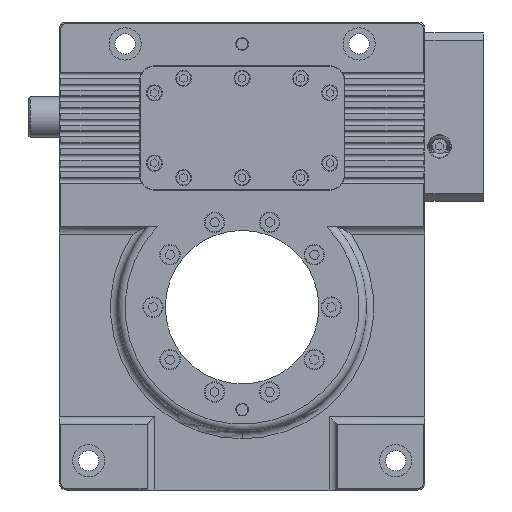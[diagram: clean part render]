
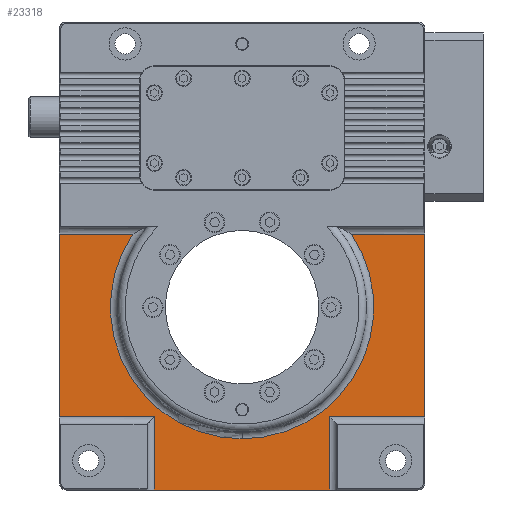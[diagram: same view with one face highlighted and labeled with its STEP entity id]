
A CAD part, front view. The second image highlights one B-rep face of the part: STEP entity #23318.
In plain terms, the highlighted planar face has unit normal (0, -1, 0).
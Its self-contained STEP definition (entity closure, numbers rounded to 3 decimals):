
#535 = LINE ( 'NONE', #28154, #42571 ) ;
#821 = VECTOR ( 'NONE', #35716, 1000. ) ;
#928 = VERTEX_POINT ( 'NONE', #31484 ) ;
#1540 = ORIENTED_EDGE ( 'NONE', *, *, #41324, .T. ) ;
#1696 = CARTESIAN_POINT ( 'NONE',  ( 0., -45., 15. ) ) ;
#2484 = ORIENTED_EDGE ( 'NONE', *, *, #32792, .T. ) ;
#2815 = DIRECTION ( 'NONE',  ( 0., 0., -1. ) ) ;
#3347 = DIRECTION ( 'NONE',  ( 0., 0., 1. ) ) ;
#4745 = VERTEX_POINT ( 'NONE', #33930 ) ;
#5339 = VERTEX_POINT ( 'NONE', #46601 ) ;
#5356 = VERTEX_POINT ( 'NONE', #23637 ) ;
#5782 = ORIENTED_EDGE ( 'NONE', *, *, #14628, .T. ) ;
#6325 = VERTEX_POINT ( 'NONE', #31412 ) ;
#6387 = DIRECTION ( 'NONE',  ( 0., 1., 0. ) ) ;
#7503 = VECTOR ( 'NONE', #3347, 1000. ) ;
#10258 = CARTESIAN_POINT ( 'NONE',  ( 0., -45., -35. ) ) ;
#10459 = CARTESIAN_POINT ( 'NONE',  ( 65., -45., -160. ) ) ;
#11015 = VERTEX_POINT ( 'NONE', #14800 ) ;
#12100 = VECTOR ( 'NONE', #19354, 1000. ) ;
#14083 = EDGE_CURVE ( 'NONE', #41335, #29079, #46953, .T. ) ;
#14628 = EDGE_CURVE ( 'NONE', #5356, #6325, #40875, .T. ) ;
#14800 = CARTESIAN_POINT ( 'NONE',  ( 0., -45., -125. ) ) ;
#14931 = DIRECTION ( 'NONE',  ( 1., 0., 0. ) ) ;
#15886 = CARTESIAN_POINT ( 'NONE',  ( 0., -45., 15. ) ) ;
#15913 = LINE ( 'NONE', #10459, #23086 ) ;
#16046 = DIRECTION ( 'NONE',  ( -1., 0., 0. ) ) ;
#16296 = ORIENTED_EDGE ( 'NONE', *, *, #32179, .T. ) ;
#16484 = LINE ( 'NONE', #45463, #7503 ) ;
#16543 = DIRECTION ( 'NONE',  ( 0., 0., 1. ) ) ;
#16705 = FACE_OUTER_BOUND ( 'NONE', #32840, .T. ) ;
#16716 = CARTESIAN_POINT ( 'NONE',  ( -74.833, -45., 15. ) ) ;
#17968 = DIRECTION ( 'NONE',  ( 1., 0., 0. ) ) ;
#18593 = CARTESIAN_POINT ( 'NONE',  ( 125., -45., 15. ) ) ;
#18778 = CIRCLE ( 'NONE', #45639, 90. ) ;
#19354 = DIRECTION ( 'NONE',  ( 0., 0., -1. ) ) ;
#20190 = EDGE_CURVE ( 'NONE', #4745, #928, #42865, .T. ) ;
#20457 = VERTEX_POINT ( 'NONE', #38798 ) ;
#21369 = VECTOR ( 'NONE', #47035, 1000. ) ;
#21435 = VERTEX_POINT ( 'NONE', #45746 ) ;
#21535 = DIRECTION ( 'NONE',  ( 0., -1., 0. ) ) ;
#22694 = EDGE_CURVE ( 'NONE', #5339, #41335, #535, .T. ) ;
#23086 = VECTOR ( 'NONE', #17968, 1000. ) ;
#23318 = ADVANCED_FACE ( 'NONE', ( #16705 ), #48675, .T. ) ;
#23637 = CARTESIAN_POINT ( 'NONE',  ( -60., -45., -110. ) ) ;
#24087 = CARTESIAN_POINT ( 'NONE',  ( 125., -45., -110. ) ) ;
#25215 = ORIENTED_EDGE ( 'NONE', *, *, #38669, .T. ) ;
#25516 = DIRECTION ( 'NONE',  ( 0., 0., -1. ) ) ;
#26873 = AXIS2_PLACEMENT_3D ( 'NONE', #33909, #49204, #41836 ) ;
#27412 = CARTESIAN_POINT ( 'NONE',  ( 125., -45., -115. ) ) ;
#28154 = CARTESIAN_POINT ( 'NONE',  ( 0., -45., -110. ) ) ;
#28187 = ORIENTED_EDGE ( 'NONE', *, *, #38842, .T. ) ;
#28325 = DIRECTION ( 'NONE',  ( 1., 0., 0. ) ) ;
#28847 = VECTOR ( 'NONE', #16046, 1000. ) ;
#28907 = ORIENTED_EDGE ( 'NONE', *, *, #22694, .T. ) ;
#29079 = VERTEX_POINT ( 'NONE', #18593 ) ;
#29130 = CIRCLE ( 'NONE', #26873, 90. ) ;
#30168 = VECTOR ( 'NONE', #14931, 1000. ) ;
#31412 = CARTESIAN_POINT ( 'NONE',  ( -60., -45., -160. ) ) ;
#31484 = CARTESIAN_POINT ( 'NONE',  ( -125., -45., -110. ) ) ;
#31526 = LINE ( 'NONE', #1696, #21369 ) ;
#32008 = CARTESIAN_POINT ( 'NONE',  ( -125., -45., -115. ) ) ;
#32015 = EDGE_CURVE ( 'NONE', #6325, #20457, #15913, .T. ) ;
#32179 = EDGE_CURVE ( 'NONE', #20457, #5339, #16484, .T. ) ;
#32202 = AXIS2_PLACEMENT_3D ( 'NONE', #32530, #21535, #25516 ) ;
#32530 = CARTESIAN_POINT ( 'NONE',  ( 0., -45., -35. ) ) ;
#32792 = EDGE_CURVE ( 'NONE', #928, #5356, #33732, .T. ) ;
#32840 = EDGE_LOOP ( 'NONE', ( #16296, #28907, #45689, #28187, #25215, #46628, #1540, #39963, #2484, #5782, #47377 ) ) ;
#33689 = VECTOR ( 'NONE', #16543, 1000. ) ;
#33732 = LINE ( 'NONE', #49603, #30168 ) ;
#33909 = CARTESIAN_POINT ( 'NONE',  ( 0., -45., -35. ) ) ;
#33930 = CARTESIAN_POINT ( 'NONE',  ( -125., -45., 15. ) ) ;
#34925 = VERTEX_POINT ( 'NONE', #16716 ) ;
#35716 = DIRECTION ( 'NONE',  ( 0., 0., -1. ) ) ;
#37251 = LINE ( 'NONE', #15886, #28847 ) ;
#38669 = EDGE_CURVE ( 'NONE', #21435, #11015, #29130, .T. ) ;
#38798 = CARTESIAN_POINT ( 'NONE',  ( 60., -45., -160. ) ) ;
#38842 = EDGE_CURVE ( 'NONE', #29079, #21435, #31526, .T. ) ;
#39963 = ORIENTED_EDGE ( 'NONE', *, *, #20190, .T. ) ;
#40599 = EDGE_CURVE ( 'NONE', #11015, #34925, #18778, .T. ) ;
#40875 = LINE ( 'NONE', #46672, #12100 ) ;
#41324 = EDGE_CURVE ( 'NONE', #34925, #4745, #37251, .T. ) ;
#41335 = VERTEX_POINT ( 'NONE', #24087 ) ;
#41836 = DIRECTION ( 'NONE',  ( 0., 0., -1. ) ) ;
#42571 = VECTOR ( 'NONE', #28325, 1000. ) ;
#42865 = LINE ( 'NONE', #32008, #821 ) ;
#45463 = CARTESIAN_POINT ( 'NONE',  ( 60., -45., -35. ) ) ;
#45639 = AXIS2_PLACEMENT_3D ( 'NONE', #10258, #6387, #2815 ) ;
#45689 = ORIENTED_EDGE ( 'NONE', *, *, #14083, .T. ) ;
#45746 = CARTESIAN_POINT ( 'NONE',  ( 74.833, -45., 15. ) ) ;
#46601 = CARTESIAN_POINT ( 'NONE',  ( 60., -45., -110. ) ) ;
#46628 = ORIENTED_EDGE ( 'NONE', *, *, #40599, .T. ) ;
#46672 = CARTESIAN_POINT ( 'NONE',  ( -60., -45., -35. ) ) ;
#46953 = LINE ( 'NONE', #27412, #33689 ) ;
#47035 = DIRECTION ( 'NONE',  ( -1., 0., 0. ) ) ;
#47377 = ORIENTED_EDGE ( 'NONE', *, *, #32015, .T. ) ;
#48675 = PLANE ( 'NONE',  #32202 ) ;
#49204 = DIRECTION ( 'NONE',  ( 0., 1., 0. ) ) ;
#49603 = CARTESIAN_POINT ( 'NONE',  ( 0., -45., -110. ) ) ;
